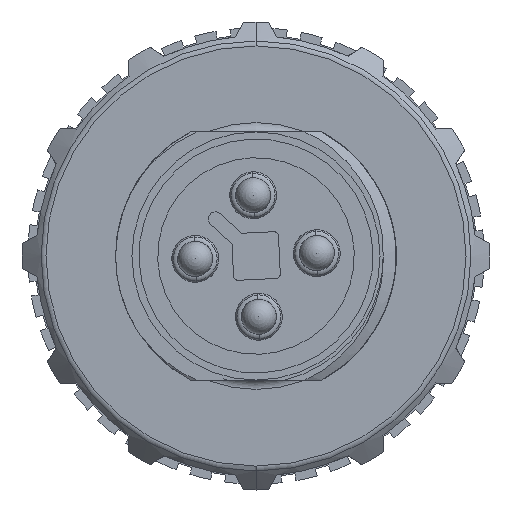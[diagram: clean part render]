
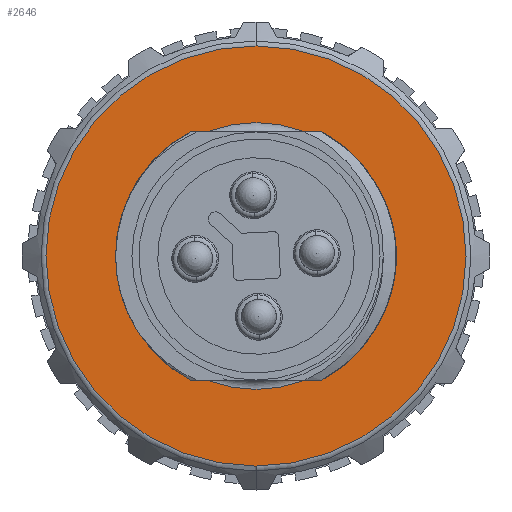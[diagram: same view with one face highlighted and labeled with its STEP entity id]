
A CAD part, left-side view. The second image highlights one B-rep face of the part: STEP entity #2646.
In plain terms, the highlighted planar face has unit normal (-1, 0, 0).
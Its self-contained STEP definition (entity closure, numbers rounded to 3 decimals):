
#179=PLANE('',#10283);
#2646=ADVANCED_FACE('',(#3359,#3360),#179,.F.);
#3359=FACE_BOUND('',#3462,.T.);
#3360=FACE_BOUND('',#3463,.T.);
#3462=EDGE_LOOP('',(#4605,#4606,#4607,#4608));
#3463=EDGE_LOOP('',(#4609,#4610));
#4605=ORIENTED_EDGE('',*,*,#8514,.F.);
#4606=ORIENTED_EDGE('',*,*,#8515,.T.);
#4607=ORIENTED_EDGE('',*,*,#8516,.F.);
#4608=ORIENTED_EDGE('',*,*,#8517,.T.);
#4609=ORIENTED_EDGE('',*,*,#8513,.F.);
#4610=ORIENTED_EDGE('',*,*,#8518,.T.);
#7418=VERTEX_POINT('',#18768);
#7419=VERTEX_POINT('',#18770);
#7420=VERTEX_POINT('',#18774);
#7421=VERTEX_POINT('',#18775);
#7422=VERTEX_POINT('',#18777);
#7423=VERTEX_POINT('',#18779);
#8513=EDGE_CURVE('',#7419,#7418,#9728,.T.);
#8514=EDGE_CURVE('',#7420,#7421,#9729,.T.);
#8515=EDGE_CURVE('',#7420,#7422,#9730,.T.);
#8516=EDGE_CURVE('',#7423,#7422,#9731,.T.);
#8517=EDGE_CURVE('',#7423,#7421,#9732,.T.);
#8518=EDGE_CURVE('',#7419,#7418,#9733,.T.);
#9728=CIRCLE('',#10276,5.7);
#9729=CIRCLE('',#10278,8.976);
#9730=CIRCLE('',#10279,8.976);
#9731=CIRCLE('',#10280,8.976);
#9732=CIRCLE('',#10281,8.976);
#9733=CIRCLE('',#10282,5.7);
#10276=AXIS2_PLACEMENT_3D('',#18771,#11618,#11619);
#10278=AXIS2_PLACEMENT_3D('',#18773,#11622,#11623);
#10279=AXIS2_PLACEMENT_3D('',#18776,#11624,#11625);
#10280=AXIS2_PLACEMENT_3D('',#18778,#11626,#11627);
#10281=AXIS2_PLACEMENT_3D('',#18780,#11628,#11629);
#10282=AXIS2_PLACEMENT_3D('',#18781,#11630,#11631);
#10283=AXIS2_PLACEMENT_3D('',#18782,#11632,#11633);
#11618=DIRECTION('',(-1.,0.,0.));
#11619=DIRECTION('',(0.,-1.,0.));
#11622=DIRECTION('',(1.,0.,0.));
#11623=DIRECTION('',(0.,0.005,-1.));
#11624=DIRECTION('',(-1.,0.,0.));
#11625=DIRECTION('',(0.,0.005,-1.));
#11626=DIRECTION('',(1.,0.,0.));
#11627=DIRECTION('',(0.,-0.005,1.));
#11628=DIRECTION('',(-1.,0.,0.));
#11629=DIRECTION('',(0.,-0.005,1.));
#11630=DIRECTION('',(1.,0.,0.));
#11631=DIRECTION('',(0.,-1.,0.));
#11632=DIRECTION('',(1.,0.,0.));
#11633=DIRECTION('',(0.,-1.,0.));
#18768=CARTESIAN_POINT('',(10.,-5.7,0.));
#18770=CARTESIAN_POINT('',(10.,5.7,0.));
#18771=CARTESIAN_POINT('',(10.,0.,0.));
#18773=CARTESIAN_POINT('',(10.,0.,0.));
#18774=CARTESIAN_POINT('',(10.,0.049,-8.976));
#18775=CARTESIAN_POINT('',(10.,0.,8.976));
#18776=CARTESIAN_POINT('',(10.,0.,0.));
#18777=CARTESIAN_POINT('',(10.,0.,-8.976));
#18778=CARTESIAN_POINT('',(10.,0.,0.));
#18779=CARTESIAN_POINT('',(10.,-0.049,8.976));
#18780=CARTESIAN_POINT('',(10.,0.,0.));
#18781=CARTESIAN_POINT('',(10.,0.,0.));
#18782=CARTESIAN_POINT('',(10.,0.,10.));
